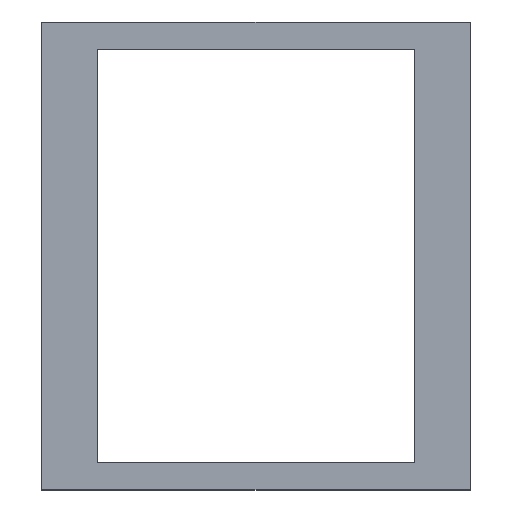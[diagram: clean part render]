
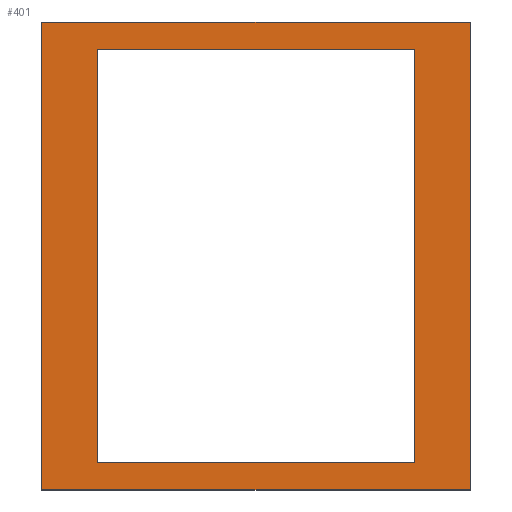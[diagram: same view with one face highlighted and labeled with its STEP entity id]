
A CAD part, top view. The second image highlights one B-rep face of the part: STEP entity #401.
In plain terms, the highlighted planar face has unit normal (0, 0, 1).
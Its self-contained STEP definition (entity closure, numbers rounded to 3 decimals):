
#2 = VERTEX_POINT ( 'NONE', #595 ) ;
#8 = EDGE_CURVE ( 'NONE', #2, #694, #309, .T. ) ;
#24 = LINE ( 'NONE', #490, #317 ) ;
#29 = VECTOR ( 'NONE', #440, 1000. ) ;
#33 = VECTOR ( 'NONE', #192, 1000. ) ;
#39 = EDGE_CURVE ( 'NONE', #293, #611, #240, .T. ) ;
#68 = DIRECTION ( 'NONE',  ( 0., 0., -1. ) ) ;
#73 = FACE_OUTER_BOUND ( 'NONE', #105, .T. ) ;
#91 = VERTEX_POINT ( 'NONE', #136 ) ;
#97 = VECTOR ( 'NONE', #250, 1000. ) ;
#105 = EDGE_LOOP ( 'NONE', ( #179, #233, #107, #498 ) ) ;
#107 = ORIENTED_EDGE ( 'NONE', *, *, #320, .T. ) ;
#112 = DIRECTION ( 'NONE',  ( 1., 0., 0. ) ) ;
#118 = CARTESIAN_POINT ( 'NONE',  ( 54., 0., 12. ) ) ;
#131 = CARTESIAN_POINT ( 'NONE',  ( 7., 3.5, 12. ) ) ;
#132 = VECTOR ( 'NONE', #520, 1000. ) ;
#136 = CARTESIAN_POINT ( 'NONE',  ( 0., 0., 12. ) ) ;
#155 = CARTESIAN_POINT ( 'NONE',  ( 54., 0., 12. ) ) ;
#176 = CARTESIAN_POINT ( 'NONE',  ( 0., 0., 12. ) ) ;
#179 = ORIENTED_EDGE ( 'NONE', *, *, #203, .T. ) ;
#192 = DIRECTION ( 'NONE',  ( 0., 1., 0. ) ) ;
#193 = CARTESIAN_POINT ( 'NONE',  ( 7., 3.5, 12. ) ) ;
#194 = LINE ( 'NONE', #659, #29 ) ;
#203 = EDGE_CURVE ( 'NONE', #694, #91, #24, .T. ) ;
#233 = ORIENTED_EDGE ( 'NONE', *, *, #397, .T. ) ;
#240 = LINE ( 'NONE', #345, #375 ) ;
#242 = PLANE ( 'NONE',  #362 ) ;
#248 = LINE ( 'NONE', #131, #97 ) ;
#250 = DIRECTION ( 'NONE',  ( 0., -1., 0. ) ) ;
#270 = DIRECTION ( 'NONE',  ( 0., -1., 0. ) ) ;
#293 = VERTEX_POINT ( 'NONE', #193 ) ;
#307 = DIRECTION ( 'NONE',  ( -1., 0., 0. ) ) ;
#309 = LINE ( 'NONE', #410, #132 ) ;
#317 = VECTOR ( 'NONE', #270, 1000. ) ;
#320 = EDGE_CURVE ( 'NONE', #626, #2, #649, .T. ) ;
#345 = CARTESIAN_POINT ( 'NONE',  ( 7., 3.5, 12. ) ) ;
#354 = DIRECTION ( 'NONE',  ( 1., 0., 0. ) ) ;
#362 = AXIS2_PLACEMENT_3D ( 'NONE', #176, #68, #307 ) ;
#375 = VECTOR ( 'NONE', #354, 1000. ) ;
#384 = DIRECTION ( 'NONE',  ( 0., 1., 0. ) ) ;
#389 = EDGE_LOOP ( 'NONE', ( #675, #517, #519, #573 ) ) ;
#390 = EDGE_CURVE ( 'NONE', #553, #293, #248, .T. ) ;
#394 = CARTESIAN_POINT ( 'NONE',  ( 47., 55.5, 12. ) ) ;
#397 = EDGE_CURVE ( 'NONE', #91, #626, #711, .T. ) ;
#401 = ADVANCED_FACE ( 'NONE', ( #73, #528 ), #242, .F. ) ;
#410 = CARTESIAN_POINT ( 'NONE',  ( 0., 59., 12. ) ) ;
#440 = DIRECTION ( 'NONE',  ( -1., 0., 0. ) ) ;
#446 = EDGE_CURVE ( 'NONE', #611, #692, #656, .T. ) ;
#490 = CARTESIAN_POINT ( 'NONE',  ( 0., 0., 12. ) ) ;
#498 = ORIENTED_EDGE ( 'NONE', *, *, #8, .T. ) ;
#517 = ORIENTED_EDGE ( 'NONE', *, *, #39, .F. ) ;
#519 = ORIENTED_EDGE ( 'NONE', *, *, #390, .F. ) ;
#520 = DIRECTION ( 'NONE',  ( -1., 0., 0. ) ) ;
#528 = FACE_BOUND ( 'NONE', #389, .T. ) ;
#553 = VERTEX_POINT ( 'NONE', #609 ) ;
#573 = ORIENTED_EDGE ( 'NONE', *, *, #593, .F. ) ;
#592 = CARTESIAN_POINT ( 'NONE',  ( 0., 0., 12. ) ) ;
#593 = EDGE_CURVE ( 'NONE', #692, #553, #194, .T. ) ;
#595 = CARTESIAN_POINT ( 'NONE',  ( 54., 59., 12. ) ) ;
#609 = CARTESIAN_POINT ( 'NONE',  ( 7., 55.5, 12. ) ) ;
#611 = VERTEX_POINT ( 'NONE', #669 ) ;
#620 = CARTESIAN_POINT ( 'NONE',  ( 0., 59., 12. ) ) ;
#626 = VERTEX_POINT ( 'NONE', #155 ) ;
#649 = LINE ( 'NONE', #118, #33 ) ;
#656 = LINE ( 'NONE', #719, #660 ) ;
#659 = CARTESIAN_POINT ( 'NONE',  ( 7., 55.5, 12. ) ) ;
#660 = VECTOR ( 'NONE', #384, 1000. ) ;
#669 = CARTESIAN_POINT ( 'NONE',  ( 47., 3.5, 12. ) ) ;
#675 = ORIENTED_EDGE ( 'NONE', *, *, #446, .F. ) ;
#692 = VERTEX_POINT ( 'NONE', #394 ) ;
#694 = VERTEX_POINT ( 'NONE', #620 ) ;
#711 = LINE ( 'NONE', #592, #716 ) ;
#716 = VECTOR ( 'NONE', #112, 1000. ) ;
#719 = CARTESIAN_POINT ( 'NONE',  ( 47., 3.5, 12. ) ) ;
